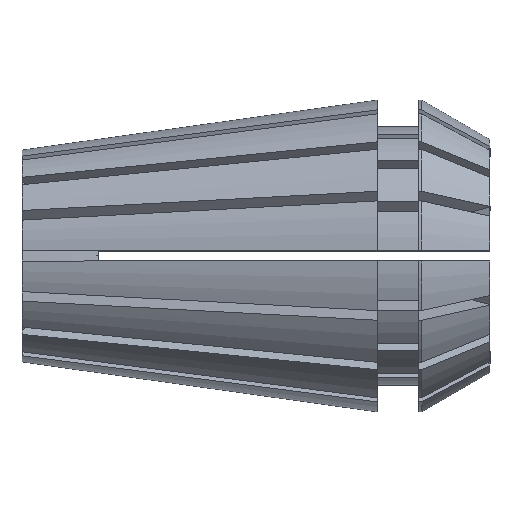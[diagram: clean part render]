
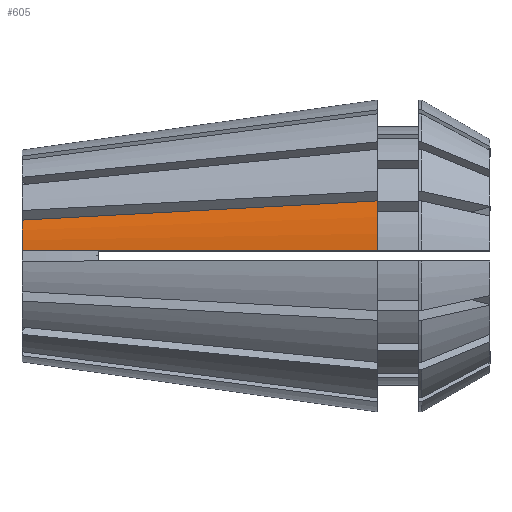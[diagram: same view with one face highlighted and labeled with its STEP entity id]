
A CAD part, top view. The second image highlights one B-rep face of the part: STEP entity #605.
In plain terms, the highlighted conical face has half-angle 8 degrees and reference radius 10.5 mm.
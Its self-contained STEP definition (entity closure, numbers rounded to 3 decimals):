
#144 = DIRECTION ( 'NONE',  ( 0., 0., 1. ) ) ;
#218 = CARTESIAN_POINT ( 'NONE',  ( 4.138, 2.629, 7.262 ) ) ;
#324 = AXIS2_PLACEMENT_3D ( 'NONE', #4065, #1394, #4535 ) ;
#372 = CARTESIAN_POINT ( 'NONE',  ( 1.02, 0.35, 7.276 ) ) ;
#506 = VERTEX_POINT ( 'NONE', #5074 ) ;
#605 = ADVANCED_FACE ( 'NONE', ( #4749 ), #5819, .T. ) ;
#687 = CARTESIAN_POINT ( 'NONE',  ( 12.415, 3.075, 8.337 ) ) ;
#833 = ORIENTED_EDGE ( 'NONE', *, *, #5405, .F. ) ;
#1152 = CARTESIAN_POINT ( 'NONE',  ( 20.072, 3.487, 9.332 ) ) ;
#1212 = CARTESIAN_POINT ( 'NONE',  ( 23.9, 0.35, 10.494 ) ) ;
#1244 = ORIENTED_EDGE ( 'NONE', *, *, #4442, .F. ) ;
#1394 = DIRECTION ( 'NONE',  ( -1., 0., 0. ) ) ;
#1668 = EDGE_LOOP ( 'NONE', ( #833, #1244, #5418, #3924 ) ) ;
#1765 = VERTEX_POINT ( 'NONE', #4759 ) ;
#1866 = EDGE_CURVE ( 'NONE', #5476, #506, #4447, .T. ) ;
#2003 = CIRCLE ( 'NONE', #3899, 10.5 ) ;
#2190 = CARTESIAN_POINT ( 'NONE',  ( 16.225, 0.35, 9.415 ) ) ;
#2492 = CARTESIAN_POINT ( 'NONE',  ( 0., 2.406, 6.724 ) ) ;
#2534 = DIRECTION ( 'NONE',  ( 0., 0., -1. ) ) ;
#2623 = CARTESIAN_POINT ( 'NONE',  ( 7.449, 0.35, 8.181 ) ) ;
#2832 = DIRECTION ( 'NONE',  ( -1., 0., 0. ) ) ;
#2934 = B_SPLINE_CURVE_WITH_KNOTS ( 'NONE', 3,
 ( #2492, #218, #3391, #687, #3838, #1152, #4290 ),
 .UNSPECIFIED., .F., .F.,
 ( 4, 3, 4 ),
 ( 0., 0.013, 0.024 ),
 .UNSPECIFIED. ) ;
#2968 = DIRECTION ( 'NONE',  ( 1., 0., 0. ) ) ;
#3043 = CARTESIAN_POINT ( 'NONE',  ( 21.342, 0.35, 10.135 ) ) ;
#3066 = CARTESIAN_POINT ( 'NONE',  ( 2.041, 0.35, 7.42 ) ) ;
#3391 = CARTESIAN_POINT ( 'NONE',  ( 8.277, 2.852, 7.8 ) ) ;
#3509 = CARTESIAN_POINT ( 'NONE',  ( 23.9, 0.35, 10.494 ) ) ;
#3517 = AXIS2_PLACEMENT_3D ( 'NONE', #4766, #2968, #2534 ) ;
#3529 = CARTESIAN_POINT ( 'NONE',  ( 0., 0.35, 7.133 ) ) ;
#3566 = EDGE_CURVE ( 'NONE', #5476, #1765, #2003, .T. ) ;
#3627 = CARTESIAN_POINT ( 'NONE',  ( 0., 2.406, 6.724 ) ) ;
#3838 = CARTESIAN_POINT ( 'NONE',  ( 16.244, 3.281, 8.835 ) ) ;
#3899 = AXIS2_PLACEMENT_3D ( 'NONE', #5551, #2832, #144 ) ;
#3924 = ORIENTED_EDGE ( 'NONE', *, *, #3566, .T. ) ;
#4065 = CARTESIAN_POINT ( 'NONE',  ( 0., 0., 0. ) ) ;
#4096 = CIRCLE ( 'NONE', #324, 7.141 ) ;
#4290 = CARTESIAN_POINT ( 'NONE',  ( 23.9, 3.693, 9.83 ) ) ;
#4442 = EDGE_CURVE ( 'NONE', #506, #4895, #4096, .T. ) ;
#4447 = B_SPLINE_CURVE_WITH_KNOTS ( 'NONE', 3,
 ( #3509, #3043, #4859, #2190, #5315, #2623, #5784, #3066, #372, #3529 ),
 .UNSPECIFIED., .F., .F.,
 ( 4, 3, 3, 4 ),
 ( 0.044, 0.052, 0.065, 0.068 ),
 .UNSPECIFIED. ) ;
#4535 = DIRECTION ( 'NONE',  ( 0., 0., 1. ) ) ;
#4749 = FACE_OUTER_BOUND ( 'NONE', #1668, .T. ) ;
#4759 = CARTESIAN_POINT ( 'NONE',  ( 23.9, 3.693, 9.83 ) ) ;
#4766 = CARTESIAN_POINT ( 'NONE',  ( 23.9, 0., 0. ) ) ;
#4859 = CARTESIAN_POINT ( 'NONE',  ( 18.783, 0.35, 9.775 ) ) ;
#4895 = VERTEX_POINT ( 'NONE', #3627 ) ;
#5074 = CARTESIAN_POINT ( 'NONE',  ( 0., 0.35, 7.133 ) ) ;
#5315 = CARTESIAN_POINT ( 'NONE',  ( 11.837, 0.35, 8.798 ) ) ;
#5405 = EDGE_CURVE ( 'NONE', #4895, #1765, #2934, .T. ) ;
#5418 = ORIENTED_EDGE ( 'NONE', *, *, #1866, .F. ) ;
#5476 = VERTEX_POINT ( 'NONE', #1212 ) ;
#5551 = CARTESIAN_POINT ( 'NONE',  ( 23.9, 0., 0. ) ) ;
#5784 = CARTESIAN_POINT ( 'NONE',  ( 3.061, 0.35, 7.564 ) ) ;
#5819 = CONICAL_SURFACE ( 'NONE', #3517, 10.5, 0.14 ) ;
